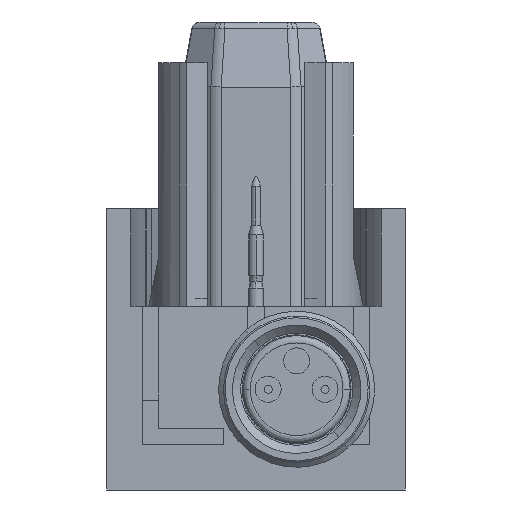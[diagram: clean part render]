
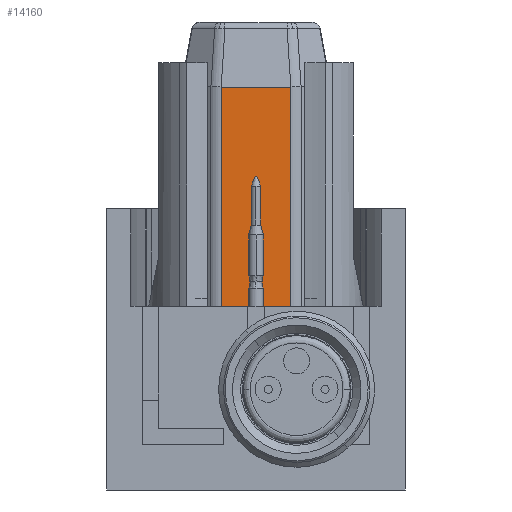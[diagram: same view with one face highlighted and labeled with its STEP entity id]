
A CAD part, front view. The second image highlights one B-rep face of the part: STEP entity #14160.
In plain terms, the highlighted planar face has unit normal (0, -1, 0).
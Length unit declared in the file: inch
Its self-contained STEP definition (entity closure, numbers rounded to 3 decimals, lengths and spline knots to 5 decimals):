
#58 = LINE ( 'NONE', #5992, #14349 ) ;
#82 = CARTESIAN_POINT ( 'NONE',  ( 0.0841, 0.37795, 0.40551 ) ) ;
#1003 = EDGE_CURVE ( 'NONE', #19264, #1646, #58, .T. ) ;
#1014 = EDGE_CURVE ( 'NONE', #16599, #19264, #10493, .T. ) ;
#1036 = FACE_OUTER_BOUND ( 'NONE', #13560, .T. ) ;
#1420 = CARTESIAN_POINT ( 'NONE',  ( -0.0841, 0.37795, 0.69094 ) ) ;
#1646 = VERTEX_POINT ( 'NONE', #82 ) ;
#2631 = VERTEX_POINT ( 'NONE', #16094 ) ;
#3061 = DIRECTION ( 'NONE',  ( 1., 0., 0. ) ) ;
#3950 = DIRECTION ( 'NONE',  ( -1., 0., 0. ) ) ;
#4054 = VECTOR ( 'NONE', #3061, 39.37008 ) ;
#5326 = DIRECTION ( 'NONE',  ( 0., 1., 0. ) ) ;
#5617 = VECTOR ( 'NONE', #3950, 39.37008 ) ;
#5992 = CARTESIAN_POINT ( 'NONE',  ( 0.0841, 0.37795, 0.69094 ) ) ;
#6881 = LINE ( 'NONE', #11288, #5617 ) ;
#9506 = ORIENTED_EDGE ( 'NONE', *, *, #1014, .F. ) ;
#9821 = DIRECTION ( 'NONE',  ( 0., 0., -1. ) ) ;
#10493 = LINE ( 'NONE', #16448, #4054 ) ;
#11288 = CARTESIAN_POINT ( 'NONE',  ( 0., 0.37795, 0.40551 ) ) ;
#11553 = VECTOR ( 'NONE', #13326, 39.37008 ) ;
#11963 = LINE ( 'NONE', #1420, #11553 ) ;
#13326 = DIRECTION ( 'NONE',  ( 0., 0., 1. ) ) ;
#13560 = EDGE_LOOP ( 'NONE', ( #14518, #9506, #14488, #15263 ) ) ;
#13882 = CARTESIAN_POINT ( 'NONE',  ( -0.0841, 0.37795, 0.97638 ) ) ;
#14132 = EDGE_CURVE ( 'NONE', #1646, #2631, #6881, .T. ) ;
#14160 = ADVANCED_FACE ( 'NONE', ( #1036 ), #17548, .F. ) ;
#14193 = EDGE_CURVE ( 'NONE', #2631, #16599, #11963, .T. ) ;
#14349 = VECTOR ( 'NONE', #17928, 39.37008 ) ;
#14488 = ORIENTED_EDGE ( 'NONE', *, *, #14193, .F. ) ;
#14518 = ORIENTED_EDGE ( 'NONE', *, *, #1003, .F. ) ;
#14672 = AXIS2_PLACEMENT_3D ( 'NONE', #18731, #5326, #9821 ) ;
#15263 = ORIENTED_EDGE ( 'NONE', *, *, #14132, .F. ) ;
#15848 = CARTESIAN_POINT ( 'NONE',  ( 0.0841, 0.37795, 0.97638 ) ) ;
#16094 = CARTESIAN_POINT ( 'NONE',  ( -0.0841, 0.37795, 0.40551 ) ) ;
#16448 = CARTESIAN_POINT ( 'NONE',  ( 0., 0.37795, 0.97638 ) ) ;
#16599 = VERTEX_POINT ( 'NONE', #13882 ) ;
#17548 = PLANE ( 'NONE',  #14672 ) ;
#17928 = DIRECTION ( 'NONE',  ( 0., 0., -1. ) ) ;
#18731 = CARTESIAN_POINT ( 'NONE',  ( 0.0841, 0.37795, 0.97638 ) ) ;
#19264 = VERTEX_POINT ( 'NONE', #15848 ) ;
